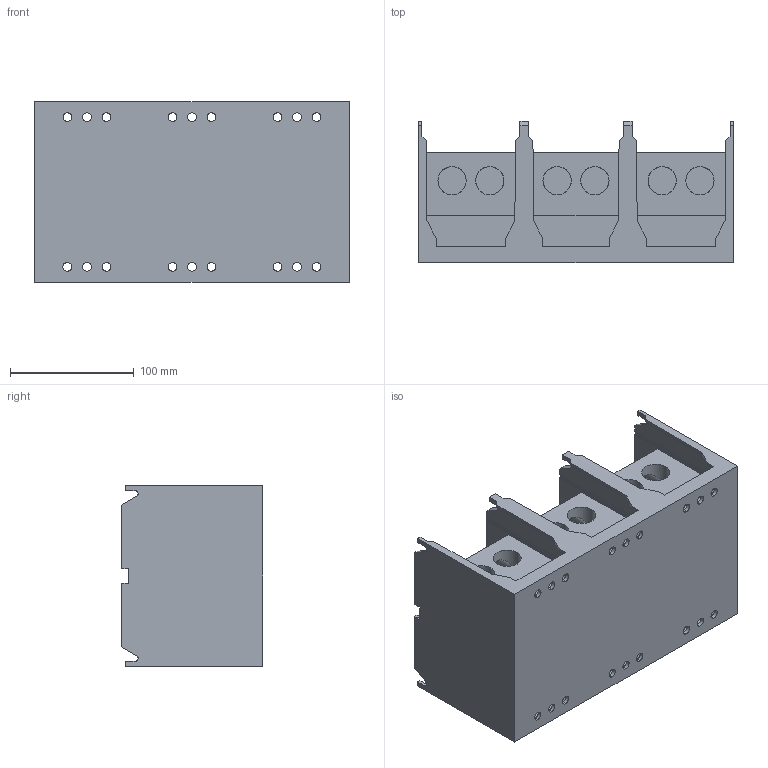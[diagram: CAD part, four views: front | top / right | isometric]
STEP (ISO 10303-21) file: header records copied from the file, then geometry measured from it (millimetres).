
FILE_DESCRIPTION (( 'STEP AP214' ), '1' );
FILE_NAME ('1353605 Marathon.STEP', '2023-01-18T22:32:02', ( '' ), ( '' ), 'SwSTEP 2.0', 'SolidWorks 2022', '' );
FILE_SCHEMA (( 'AUTOMOTIVE_DESIGN' ));
Length unit declared in the file: inch
Products named in the file (1): 1353605 Marathon
Bounding box: 254 x 114.3 x 146.05 mm (x, y, z)
Volume: 1923413.1 mm3; surface area: 286170.4 mm2
Topology: 1 solids, 1 shells, 432 faces, 1285 edges, 842 vertices
Faces by surface type: plane 274, cylinder 158
Entity records: 16293 total; most frequent: CARTESIAN_POINT 4528, ORIENTED_EDGE 2570, DIRECTION 2287, EDGE_CURVE 1285, VECTOR 885, LINE 885, VERTEX_POINT 842, AXIS2_PLACEMENT_3D 701
